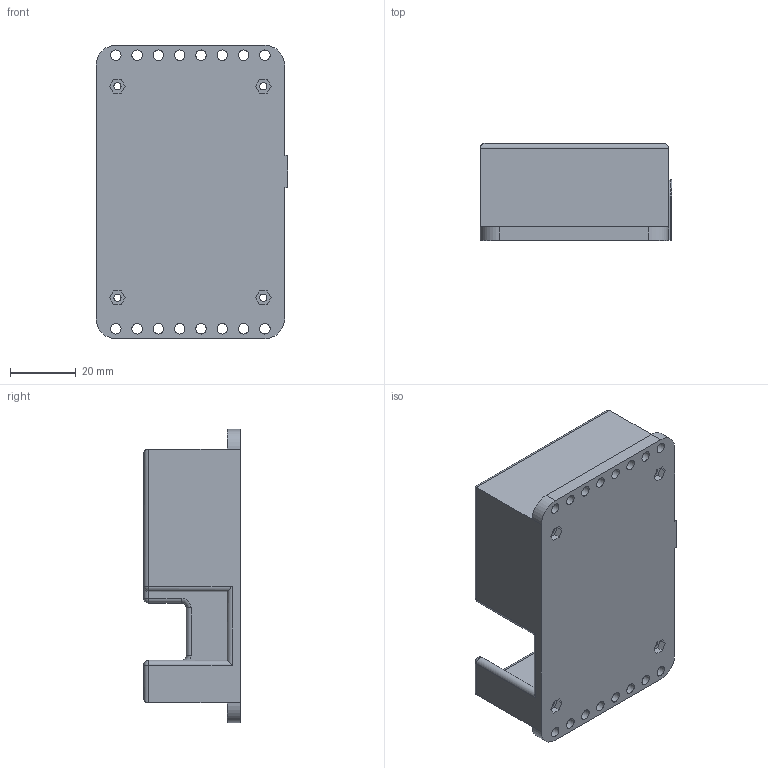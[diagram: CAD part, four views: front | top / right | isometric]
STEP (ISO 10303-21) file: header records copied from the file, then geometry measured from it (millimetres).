
FILE_DESCRIPTION(/* description */ (''),/* implementation_level */ '2;1');
FILE_NAME(/* name */ 'TeensyEnclosure_STEP.step',/* time_stamp */ '2020-05-12T16:11:07-04:00',/* author */ (''),/* organization */ (''),/* preprocessor_version */ 'ST-DEVELOPER v18.1',/* originating_system */ 'Autodesk Translation Framework v9.2.0.1227',/* authorisation */ '');
FILE_SCHEMA (('AUTOMOTIVE_DESIGN { 1 0 10303 214 3 1 1 }'));
Length unit declared in the file: millimetre
Products named in the file (1): TeensyEnclosure
Bounding box: 58.5 x 29.5 x 89.5 mm (x, y, z)
Volume: 36904.8 mm3; surface area: 23410.8 mm2
Topology: 1 solids, 1 shells, 122 faces, 348 edges, 233 vertices
Faces by surface type: plane 58, cylinder 53, torus 5, sphere 4, bspline 2
Full cylindrical faces by diameter (mm): 2.2 x4, 3.2 x16, 6.5 x1
Entity records: 4186 total; most frequent: DIRECTION 736, CARTESIAN_POINT 732, ORIENTED_EDGE 696, EDGE_CURVE 348, AXIS2_PLACEMENT_3D 267, VERTEX_POINT 233, LINE 202, VECTOR 202
